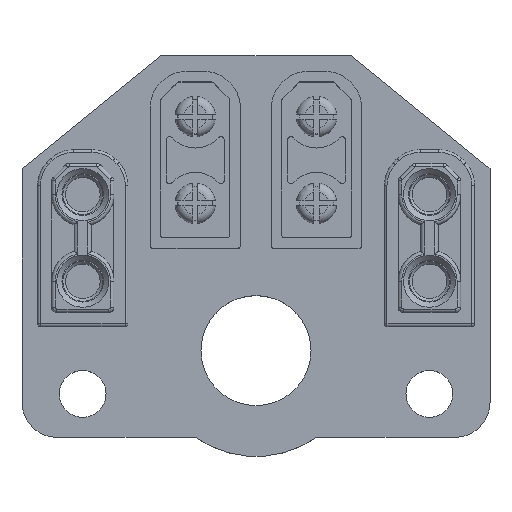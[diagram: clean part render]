
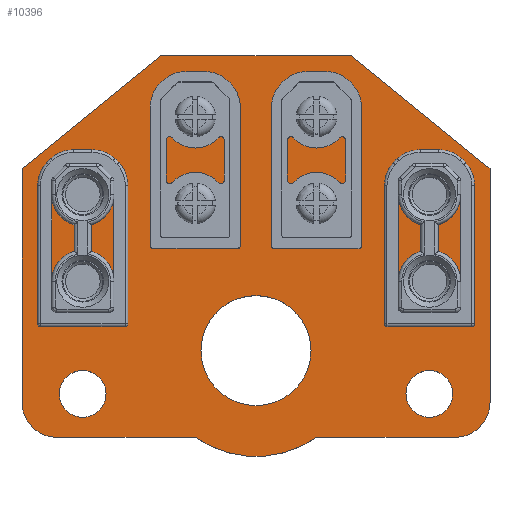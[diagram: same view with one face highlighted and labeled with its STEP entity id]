
A CAD part, top view. The second image highlights one B-rep face of the part: STEP entity #10396.
In plain terms, the highlighted planar face has unit normal (0, 0, 1).
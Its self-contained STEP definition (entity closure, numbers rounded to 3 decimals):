
#10103 = VERTEX_POINT('',#10104);
#10104 = CARTESIAN_POINT('',(-1.5,-69.5,1.6));
#10110 = EDGE_CURVE('',#10103,#10111,#10113,.T.);
#10111 = VERTEX_POINT('',#10112);
#10112 = CARTESIAN_POINT('',(-1.5,-83.,1.6));
#10113 = LINE('',#10114,#10115);
#10114 = CARTESIAN_POINT('',(-1.5,-69.5,1.6));
#10115 = VECTOR('',#10116,1.);
#10116 = DIRECTION('',(0.,-1.,0.));
#10143 = VERTEX_POINT('',#10144);
#10144 = CARTESIAN_POINT('',(-9.5,-63.,1.6));
#10150 = EDGE_CURVE('',#10143,#10103,#10151,.T.);
#10151 = LINE('',#10152,#10153);
#10152 = CARTESIAN_POINT('',(-9.5,-63.,1.6));
#10153 = VECTOR('',#10154,1.);
#10154 = DIRECTION('',(0.776,-0.631,0.));
#10172 = EDGE_CURVE('',#10111,#10173,#10175,.T.);
#10173 = VERTEX_POINT('',#10174);
#10174 = CARTESIAN_POINT('',(-3.5,-85.,1.6));
#10175 = CIRCLE('',#10176,2.);
#10176 = AXIS2_PLACEMENT_3D('',#10177,#10178,#10179);
#10177 = CARTESIAN_POINT('',(-3.5,-83.,1.6));
#10178 = DIRECTION('',(0.,0.,-1.));
#10179 = DIRECTION('',(1.,0.,0.));
#10396 = ADVANCED_FACE('',(#10397,#10466,#10477,#10488,#10499,#10510,
    #10521,#10532,#10543,#10554,#10565,#10576),#10587,.T.);
#10397 = FACE_BOUND('',#10398,.T.);
#10398 = EDGE_LOOP('',(#10399,#10400,#10401,#10409,#10417,#10425,#10434,
    #10442,#10450,#10459,#10465));
#10399 = ORIENTED_EDGE('',*,*,#10110,.F.);
#10400 = ORIENTED_EDGE('',*,*,#10150,.F.);
#10401 = ORIENTED_EDGE('',*,*,#10402,.F.);
#10402 = EDGE_CURVE('',#10403,#10143,#10405,.T.);
#10403 = VERTEX_POINT('',#10404);
#10404 = CARTESIAN_POINT('',(-20.5,-63.,1.6));
#10405 = LINE('',#10406,#10407);
#10406 = CARTESIAN_POINT('',(-20.5,-63.,1.6));
#10407 = VECTOR('',#10408,1.);
#10408 = DIRECTION('',(1.,0.,0.));
#10409 = ORIENTED_EDGE('',*,*,#10410,.F.);
#10410 = EDGE_CURVE('',#10411,#10403,#10413,.T.);
#10411 = VERTEX_POINT('',#10412);
#10412 = CARTESIAN_POINT('',(-28.5,-69.5,1.6));
#10413 = LINE('',#10414,#10415);
#10414 = CARTESIAN_POINT('',(-28.5,-69.5,1.6));
#10415 = VECTOR('',#10416,1.);
#10416 = DIRECTION('',(0.776,0.631,0.));
#10417 = ORIENTED_EDGE('',*,*,#10418,.F.);
#10418 = EDGE_CURVE('',#10419,#10411,#10421,.T.);
#10419 = VERTEX_POINT('',#10420);
#10420 = CARTESIAN_POINT('',(-28.5,-83.,1.6));
#10421 = LINE('',#10422,#10423);
#10422 = CARTESIAN_POINT('',(-28.5,-83.,1.6));
#10423 = VECTOR('',#10424,1.);
#10424 = DIRECTION('',(0.,1.,0.));
#10425 = ORIENTED_EDGE('',*,*,#10426,.F.);
#10426 = EDGE_CURVE('',#10427,#10419,#10429,.T.);
#10427 = VERTEX_POINT('',#10428);
#10428 = CARTESIAN_POINT('',(-26.5,-85.,1.6));
#10429 = CIRCLE('',#10430,2.);
#10430 = AXIS2_PLACEMENT_3D('',#10431,#10432,#10433);
#10431 = CARTESIAN_POINT('',(-26.5,-83.,1.6));
#10432 = DIRECTION('',(0.,0.,-1.));
#10433 = DIRECTION('',(0.,-1.,0.));
#10434 = ORIENTED_EDGE('',*,*,#10435,.F.);
#10435 = EDGE_CURVE('',#10436,#10427,#10438,.T.);
#10436 = VERTEX_POINT('',#10437);
#10437 = CARTESIAN_POINT('',(-18.5,-85.,1.6));
#10438 = LINE('',#10439,#10440);
#10439 = CARTESIAN_POINT('',(-18.5,-85.,1.6));
#10440 = VECTOR('',#10441,1.);
#10441 = DIRECTION('',(-1.,0.,0.));
#10442 = ORIENTED_EDGE('',*,*,#10443,.F.);
#10443 = EDGE_CURVE('',#10444,#10436,#10446,.T.);
#10444 = VERTEX_POINT('',#10445);
#10445 = CARTESIAN_POINT('',(-18.5,-85.,1.6));
#10446 = LINE('',#10447,#10448);
#10447 = CARTESIAN_POINT('',(-18.5,-85.,1.6));
#10448 = VECTOR('',#10449,1.);
#10449 = DIRECTION('',(0.447,-0.894,0.));
#10450 = ORIENTED_EDGE('',*,*,#10451,.F.);
#10451 = EDGE_CURVE('',#10452,#10444,#10454,.T.);
#10452 = VERTEX_POINT('',#10453);
#10453 = CARTESIAN_POINT('',(-11.5,-85.,1.6));
#10454 = CIRCLE('',#10455,6.103);
#10455 = AXIS2_PLACEMENT_3D('',#10456,#10457,#10458);
#10456 = CARTESIAN_POINT('',(-15.,-80.,1.6));
#10457 = DIRECTION('',(-0.,0.,-1.));
#10458 = DIRECTION('',(0.573,-0.819,-0.));
#10459 = ORIENTED_EDGE('',*,*,#10460,.F.);
#10460 = EDGE_CURVE('',#10173,#10452,#10461,.T.);
#10461 = LINE('',#10462,#10463);
#10462 = CARTESIAN_POINT('',(-3.5,-85.,1.6));
#10463 = VECTOR('',#10464,1.);
#10464 = DIRECTION('',(-1.,0.,0.));
#10465 = ORIENTED_EDGE('',*,*,#10172,.F.);
#10466 = FACE_BOUND('',#10467,.T.);
#10467 = EDGE_LOOP('',(#10468));
#10468 = ORIENTED_EDGE('',*,*,#10469,.F.);
#10469 = EDGE_CURVE('',#10470,#10470,#10472,.T.);
#10470 = VERTEX_POINT('',#10471);
#10471 = CARTESIAN_POINT('',(-23.65,-82.5,1.6));
#10472 = CIRCLE('',#10473,1.35);
#10473 = AXIS2_PLACEMENT_3D('',#10474,#10475,#10476);
#10474 = CARTESIAN_POINT('',(-25.,-82.5,1.6));
#10475 = DIRECTION('',(0.,0.,1.));
#10476 = DIRECTION('',(1.,0.,-0.));
#10477 = FACE_BOUND('',#10478,.T.);
#10478 = EDGE_LOOP('',(#10479));
#10479 = ORIENTED_EDGE('',*,*,#10480,.T.);
#10480 = EDGE_CURVE('',#10481,#10481,#10483,.T.);
#10481 = VERTEX_POINT('',#10482);
#10482 = CARTESIAN_POINT('',(-25.,-77.35,1.6));
#10483 = CIRCLE('',#10484,1.35);
#10484 = AXIS2_PLACEMENT_3D('',#10485,#10486,#10487);
#10485 = CARTESIAN_POINT('',(-25.,-76.,1.6));
#10486 = DIRECTION('',(-0.,0.,-1.));
#10487 = DIRECTION('',(-0.,-1.,0.));
#10488 = FACE_BOUND('',#10489,.T.);
#10489 = EDGE_LOOP('',(#10490));
#10490 = ORIENTED_EDGE('',*,*,#10491,.T.);
#10491 = EDGE_CURVE('',#10492,#10492,#10494,.T.);
#10492 = VERTEX_POINT('',#10493);
#10493 = CARTESIAN_POINT('',(-15.,-83.175,1.6));
#10494 = CIRCLE('',#10495,3.175);
#10495 = AXIS2_PLACEMENT_3D('',#10496,#10497,#10498);
#10496 = CARTESIAN_POINT('',(-15.,-80.,1.6));
#10497 = DIRECTION('',(-0.,0.,-1.));
#10498 = DIRECTION('',(-0.,-1.,0.));
#10499 = FACE_BOUND('',#10500,.T.);
#10500 = EDGE_LOOP('',(#10501));
#10501 = ORIENTED_EDGE('',*,*,#10502,.F.);
#10502 = EDGE_CURVE('',#10503,#10503,#10505,.T.);
#10503 = VERTEX_POINT('',#10504);
#10504 = CARTESIAN_POINT('',(-3.65,-82.5,1.6));
#10505 = CIRCLE('',#10506,1.35);
#10506 = AXIS2_PLACEMENT_3D('',#10507,#10508,#10509);
#10507 = CARTESIAN_POINT('',(-5.,-82.5,1.6));
#10508 = DIRECTION('',(0.,0.,1.));
#10509 = DIRECTION('',(1.,0.,-0.));
#10510 = FACE_BOUND('',#10511,.T.);
#10511 = EDGE_LOOP('',(#10512));
#10512 = ORIENTED_EDGE('',*,*,#10513,.T.);
#10513 = EDGE_CURVE('',#10514,#10514,#10516,.T.);
#10514 = VERTEX_POINT('',#10515);
#10515 = CARTESIAN_POINT('',(-5.,-77.35,1.6));
#10516 = CIRCLE('',#10517,1.35);
#10517 = AXIS2_PLACEMENT_3D('',#10518,#10519,#10520);
#10518 = CARTESIAN_POINT('',(-5.,-76.,1.6));
#10519 = DIRECTION('',(-0.,0.,-1.));
#10520 = DIRECTION('',(-0.,-1.,0.));
#10521 = FACE_BOUND('',#10522,.T.);
#10522 = EDGE_LOOP('',(#10523));
#10523 = ORIENTED_EDGE('',*,*,#10524,.T.);
#10524 = EDGE_CURVE('',#10525,#10525,#10527,.T.);
#10525 = VERTEX_POINT('',#10526);
#10526 = CARTESIAN_POINT('',(-25.,-72.35,1.6));
#10527 = CIRCLE('',#10528,1.35);
#10528 = AXIS2_PLACEMENT_3D('',#10529,#10530,#10531);
#10529 = CARTESIAN_POINT('',(-25.,-71.,1.6));
#10530 = DIRECTION('',(-0.,0.,-1.));
#10531 = DIRECTION('',(-0.,-1.,0.));
#10532 = FACE_BOUND('',#10533,.T.);
#10533 = EDGE_LOOP('',(#10534));
#10534 = ORIENTED_EDGE('',*,*,#10535,.T.);
#10535 = EDGE_CURVE('',#10536,#10536,#10538,.T.);
#10536 = VERTEX_POINT('',#10537);
#10537 = CARTESIAN_POINT('',(-18.5,-72.85,1.6));
#10538 = CIRCLE('',#10539,1.35);
#10539 = AXIS2_PLACEMENT_3D('',#10540,#10541,#10542);
#10540 = CARTESIAN_POINT('',(-18.5,-71.5,1.6));
#10541 = DIRECTION('',(-0.,0.,-1.));
#10542 = DIRECTION('',(-0.,-1.,0.));
#10543 = FACE_BOUND('',#10544,.T.);
#10544 = EDGE_LOOP('',(#10545));
#10545 = ORIENTED_EDGE('',*,*,#10546,.T.);
#10546 = EDGE_CURVE('',#10547,#10547,#10549,.T.);
#10547 = VERTEX_POINT('',#10548);
#10548 = CARTESIAN_POINT('',(-18.5,-67.85,1.6));
#10549 = CIRCLE('',#10550,1.35);
#10550 = AXIS2_PLACEMENT_3D('',#10551,#10552,#10553);
#10551 = CARTESIAN_POINT('',(-18.5,-66.5,1.6));
#10552 = DIRECTION('',(-0.,0.,-1.));
#10553 = DIRECTION('',(-0.,-1.,0.));
#10554 = FACE_BOUND('',#10555,.T.);
#10555 = EDGE_LOOP('',(#10556));
#10556 = ORIENTED_EDGE('',*,*,#10557,.T.);
#10557 = EDGE_CURVE('',#10558,#10558,#10560,.T.);
#10558 = VERTEX_POINT('',#10559);
#10559 = CARTESIAN_POINT('',(-11.5,-72.85,1.6));
#10560 = CIRCLE('',#10561,1.35);
#10561 = AXIS2_PLACEMENT_3D('',#10562,#10563,#10564);
#10562 = CARTESIAN_POINT('',(-11.5,-71.5,1.6));
#10563 = DIRECTION('',(-0.,0.,-1.));
#10564 = DIRECTION('',(-0.,-1.,0.));
#10565 = FACE_BOUND('',#10566,.T.);
#10566 = EDGE_LOOP('',(#10567));
#10567 = ORIENTED_EDGE('',*,*,#10568,.T.);
#10568 = EDGE_CURVE('',#10569,#10569,#10571,.T.);
#10569 = VERTEX_POINT('',#10570);
#10570 = CARTESIAN_POINT('',(-5.,-72.35,1.6));
#10571 = CIRCLE('',#10572,1.35);
#10572 = AXIS2_PLACEMENT_3D('',#10573,#10574,#10575);
#10573 = CARTESIAN_POINT('',(-5.,-71.,1.6));
#10574 = DIRECTION('',(-0.,0.,-1.));
#10575 = DIRECTION('',(-0.,-1.,0.));
#10576 = FACE_BOUND('',#10577,.T.);
#10577 = EDGE_LOOP('',(#10578));
#10578 = ORIENTED_EDGE('',*,*,#10579,.T.);
#10579 = EDGE_CURVE('',#10580,#10580,#10582,.T.);
#10580 = VERTEX_POINT('',#10581);
#10581 = CARTESIAN_POINT('',(-11.5,-67.85,1.6));
#10582 = CIRCLE('',#10583,1.35);
#10583 = AXIS2_PLACEMENT_3D('',#10584,#10585,#10586);
#10584 = CARTESIAN_POINT('',(-11.5,-66.5,1.6));
#10585 = DIRECTION('',(-0.,0.,-1.));
#10586 = DIRECTION('',(-0.,-1.,0.));
#10587 = PLANE('',#10588);
#10588 = AXIS2_PLACEMENT_3D('',#10589,#10590,#10591);
#10589 = CARTESIAN_POINT('',(0.,0.,1.6));
#10590 = DIRECTION('',(0.,0.,1.));
#10591 = DIRECTION('',(1.,0.,-0.));
